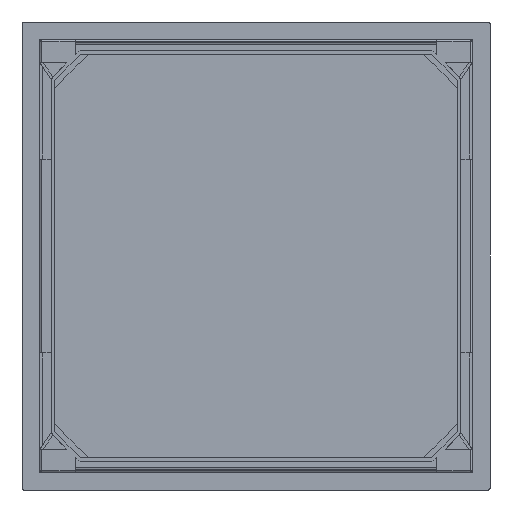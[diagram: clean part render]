
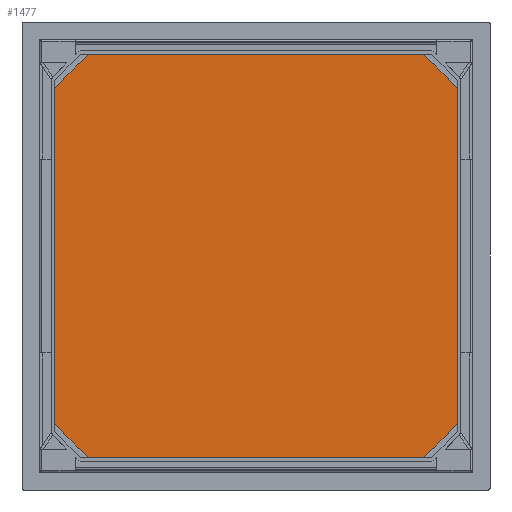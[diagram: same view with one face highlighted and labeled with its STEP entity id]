
A CAD part, front view. The second image highlights one B-rep face of the part: STEP entity #1477.
In plain terms, the highlighted planar face has unit normal (0, -1, 0).
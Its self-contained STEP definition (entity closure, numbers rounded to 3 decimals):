
#183 = AXIS2_PLACEMENT_3D ( 'NONE', #2510, #4762, #965 ) ;
#221 = ORIENTED_EDGE ( 'NONE', *, *, #708, .F. ) ;
#647 = VERTEX_POINT ( 'NONE', #4044 ) ;
#708 = EDGE_CURVE ( 'NONE', #647, #3935, #2891, .T. ) ;
#892 = PLANE ( 'NONE',  #183 ) ;
#942 = CARTESIAN_POINT ( 'NONE',  ( -118., 0., 118. ) ) ;
#965 = DIRECTION ( 'NONE',  ( 0., 0., 1. ) ) ;
#1428 = CARTESIAN_POINT ( 'NONE',  ( 118., 0., 118. ) ) ;
#1452 = DIRECTION ( 'NONE',  ( 0., 0., 1. ) ) ;
#1467 = CARTESIAN_POINT ( 'NONE',  ( -118., 0., -118. ) ) ;
#1477 = ADVANCED_FACE ( 'NONE', ( #4320 ), #892, .F. ) ;
#1656 = DIRECTION ( 'NONE',  ( 0., 0., -1. ) ) ;
#1844 = LINE ( 'NONE', #4590, #4821 ) ;
#1979 = ORIENTED_EDGE ( 'NONE', *, *, #3952, .F. ) ;
#2071 = DIRECTION ( 'NONE',  ( -1., 0., 0. ) ) ;
#2477 = VECTOR ( 'NONE', #1452, 1000. ) ;
#2510 = CARTESIAN_POINT ( 'NONE',  ( -118., 0., 118. ) ) ;
#2516 = ORIENTED_EDGE ( 'NONE', *, *, #4285, .F. ) ;
#2753 = LINE ( 'NONE', #2777, #4874 ) ;
#2777 = CARTESIAN_POINT ( 'NONE',  ( 118., 0., -118. ) ) ;
#2891 = LINE ( 'NONE', #4434, #2477 ) ;
#3349 = VERTEX_POINT ( 'NONE', #1428 ) ;
#3512 = ORIENTED_EDGE ( 'NONE', *, *, #4476, .F. ) ;
#3579 = VECTOR ( 'NONE', #2071, 1000. ) ;
#3661 = EDGE_LOOP ( 'NONE', ( #221, #1979, #2516, #3512 ) ) ;
#3707 = VERTEX_POINT ( 'NONE', #4352 ) ;
#3735 = LINE ( 'NONE', #1467, #3579 ) ;
#3935 = VERTEX_POINT ( 'NONE', #942 ) ;
#3952 = EDGE_CURVE ( 'NONE', #3707, #647, #3735, .T. ) ;
#4044 = CARTESIAN_POINT ( 'NONE',  ( -118., 0., -118. ) ) ;
#4171 = DIRECTION ( 'NONE',  ( 1., 0., 0. ) ) ;
#4285 = EDGE_CURVE ( 'NONE', #3349, #3707, #2753, .T. ) ;
#4320 = FACE_OUTER_BOUND ( 'NONE', #3661, .T. ) ;
#4352 = CARTESIAN_POINT ( 'NONE',  ( 118., 0., -118. ) ) ;
#4434 = CARTESIAN_POINT ( 'NONE',  ( -118., 0., -118. ) ) ;
#4476 = EDGE_CURVE ( 'NONE', #3935, #3349, #1844, .T. ) ;
#4590 = CARTESIAN_POINT ( 'NONE',  ( -118., 0., 118. ) ) ;
#4762 = DIRECTION ( 'NONE',  ( 0., 1., 0. ) ) ;
#4821 = VECTOR ( 'NONE', #4171, 1000. ) ;
#4874 = VECTOR ( 'NONE', #1656, 1000. ) ;
